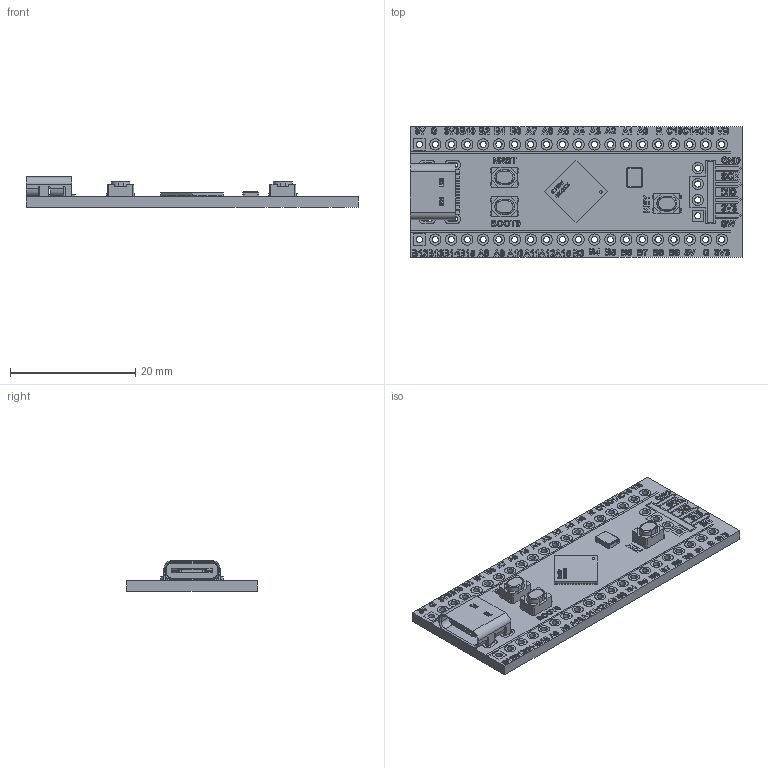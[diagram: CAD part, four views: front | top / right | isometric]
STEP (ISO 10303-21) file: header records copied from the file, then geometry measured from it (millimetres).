
FILE_DESCRIPTION(/* description */ (''),/* implementation_level */ '2;1');
FILE_NAME(/* name */ 'blackpill v2.0.step',/* time_stamp */ '2021-04-02T16:17:18+02:00',/* author */ (''),/* organization */ (''),/* preprocessor_version */ 'ST-DEVELOPER v18.1',/* originating_system */ 'Autodesk Translation Framework v9.10.0.1330',/* authorisation */ '');
FILE_SCHEMA (('AUTOMOTIVE_DESIGN { 1 0 10303 214 3 1 1 }'));
Products named in the file (6): DIY_black_pill; USB Type C Port (SMD Type); PTS810 SJK 250 SMTR LFS--3DModel-STEP-1; PTS810 SJK 250 SMTR LFS--3DModel-STEP-1 v2(Mirror); STM32F411CEU6; ECS-135.60-12-33Q-JES-TR
Assembly tree (6 placements, depth 2):
  DIY_black_pill
    USB Type C Port (SMD Type)
    PTS810 SJK 250 SMTR LFS--3DModel-STEP-1  x2
    PTS810 SJK 250 SMTR LFS--3DModel-STEP-1 v2(Mirror)
    STM32F411CEU6
    ECS-135.60-12-33Q-JES-TR
Bounding box: 53 x 20.9 x 4.92 mm (x, y, z)
Volume: 2054.2 mm3; surface area: 4831.5 mm2
Topology: 276 solids, 276 shells, 4666 faces, 11907 edges, 7898 vertices
Faces by surface type: plane 2400, bspline 1697, cylinder 537, torus 20, cone 6, sphere 6
Full cylindrical faces by diameter (mm): 0.4 x2, 0.5 x2, 0.98 x44, 1 x88, 1.8 x84
Entity records: 154936 total; most frequent: CARTESIAN_POINT 53272, ORIENTED_EDGE 23446, DIRECTION 15219, EDGE_CURVE 11723, VERTEX_POINT 7782, LINE 7259, VECTOR 7259, EDGE_LOOP 5081
